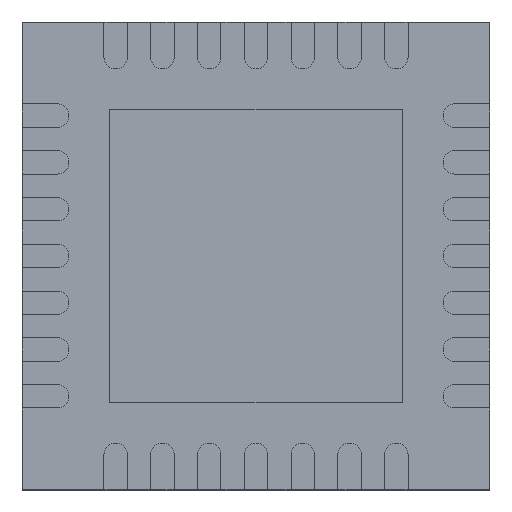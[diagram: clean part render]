
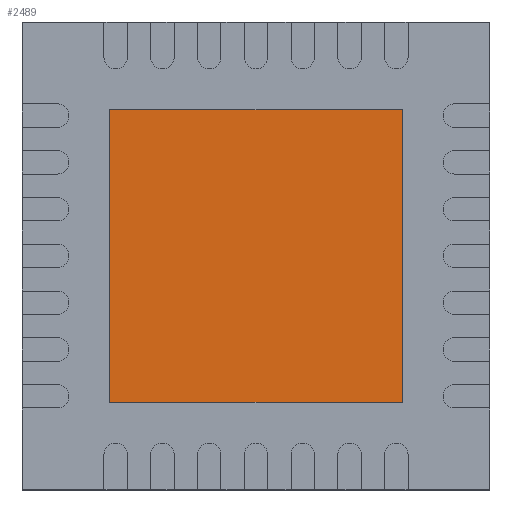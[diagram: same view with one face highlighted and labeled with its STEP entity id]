
A CAD part, top view. The second image highlights one B-rep face of the part: STEP entity #2489.
In plain terms, the highlighted planar face has unit normal (0, 0, 1).
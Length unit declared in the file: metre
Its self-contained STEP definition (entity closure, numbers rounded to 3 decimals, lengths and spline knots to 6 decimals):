
#812=ORIENTED_EDGE('',*,*,#1169,.F.);
#813=ORIENTED_EDGE('',*,*,#1172,.T.);
#814=ORIENTED_EDGE('',*,*,#1174,.T.);
#815=ORIENTED_EDGE('',*,*,#1175,.F.);
#1169=EDGE_CURVE('',#1412,#1413,#1713,.T.);
#1172=EDGE_CURVE('',#1412,#1414,#1716,.T.);
#1174=EDGE_CURVE('',#1414,#1415,#1718,.T.);
#1175=EDGE_CURVE('',#1413,#1415,#1719,.T.);
#1412=VERTEX_POINT('',#4055);
#1413=VERTEX_POINT('',#4057);
#1414=VERTEX_POINT('',#4061);
#1415=VERTEX_POINT('',#4065);
#1713=LINE('',#4056,#2017);
#1716=LINE('',#4062,#2020);
#1718=LINE('',#4066,#2022);
#1719=LINE('',#4068,#2023);
#2017=VECTOR('',#3331,1.);
#2020=VECTOR('',#3336,1.);
#2022=VECTOR('',#3340,1.);
#2023=VECTOR('',#3343,1.);
#2147=EDGE_LOOP('',(#812,#813,#814,#815));
#2271=FACE_BOUND('',#2147,.T.);
#2366=PLANE('',#2681);
#2489=ADVANCED_FACE('',(#2271),#2366,.T.);
#2681=AXIS2_PLACEMENT_3D('',#4069,#3344,#3345);
#3331=DIRECTION('',(-1.,0.,0.));
#3336=DIRECTION('',(0.,1.,0.));
#3340=DIRECTION('',(-1.,0.,0.));
#3343=DIRECTION('',(0.,1.,0.));
#3344=DIRECTION('',(0.,0.,1.));
#3345=DIRECTION('',(1.,0.,0.));
#4055=CARTESIAN_POINT('',(0.03175,-0.03175,0.01905));
#4056=CARTESIAN_POINT('',(0.,-0.03175,0.01905));
#4057=CARTESIAN_POINT('',(-0.03175,-0.03175,0.01905));
#4061=CARTESIAN_POINT('',(0.03175,0.03175,0.01905));
#4062=CARTESIAN_POINT('',(0.03175,0.,0.01905));
#4065=CARTESIAN_POINT('',(-0.03175,0.03175,0.01905));
#4066=CARTESIAN_POINT('',(0.,0.03175,0.01905));
#4068=CARTESIAN_POINT('',(-0.03175,0.,0.01905));
#4069=CARTESIAN_POINT('',(0.,0.,0.01905));
